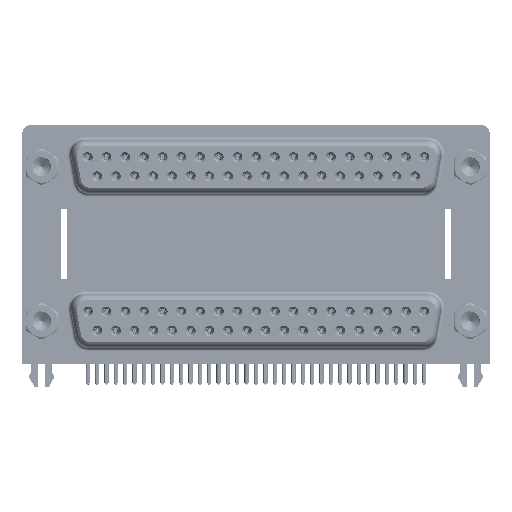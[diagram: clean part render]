
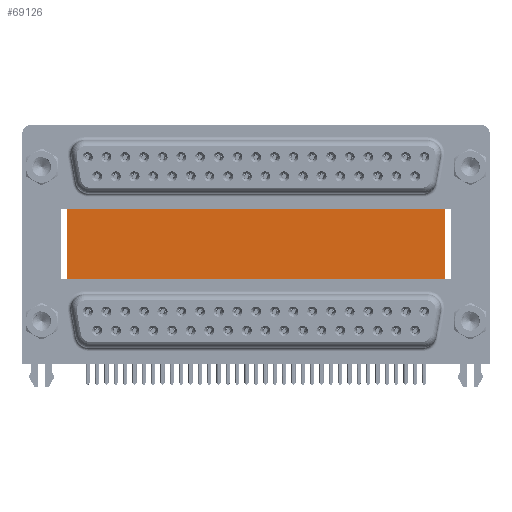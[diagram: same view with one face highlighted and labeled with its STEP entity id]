
A CAD part, top view. The second image highlights one B-rep face of the part: STEP entity #69126.
In plain terms, the highlighted planar face has unit normal (0, 0, 1).
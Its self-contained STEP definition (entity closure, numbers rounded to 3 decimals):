
#366 = DIRECTION ( 'NONE',  ( 0., -1., 0. ) ) ;
#6518 = CARTESIAN_POINT ( 'NONE',  ( 59.71, 16.585, -12. ) ) ;
#7106 = ORIENTED_EDGE ( 'NONE', *, *, #23951, .F. ) ;
#7606 = EDGE_LOOP ( 'NONE', ( #21859, #7106, #19605, #32581 ) ) ;
#11767 = VECTOR ( 'NONE', #366, 1000. ) ;
#13251 = PLANE ( 'NONE',  #39083 ) ;
#16708 = CARTESIAN_POINT ( 'NONE',  ( 3.79, -3.735, -12. ) ) ;
#19605 = ORIENTED_EDGE ( 'NONE', *, *, #31543, .F. ) ;
#21501 = VECTOR ( 'NONE', #66766, 1000. ) ;
#21859 = ORIENTED_EDGE ( 'NONE', *, *, #68582, .T. ) ;
#22018 = VECTOR ( 'NONE', #41749, 1000. ) ;
#22477 = LINE ( 'NONE', #47859, #21501 ) ;
#23951 = EDGE_CURVE ( 'NONE', #56352, #31039, #49632, .T. ) ;
#25793 = VERTEX_POINT ( 'NONE', #59018 ) ;
#27565 = VERTEX_POINT ( 'NONE', #55434 ) ;
#28282 = EDGE_CURVE ( 'NONE', #25793, #27565, #47451, .T. ) ;
#31039 = VERTEX_POINT ( 'NONE', #61102 ) ;
#31543 = EDGE_CURVE ( 'NONE', #25793, #56352, #22477, .T. ) ;
#32581 = ORIENTED_EDGE ( 'NONE', *, *, #28282, .T. ) ;
#33406 = CARTESIAN_POINT ( 'NONE',  ( 59.71, 16.585, -12. ) ) ;
#38309 = CARTESIAN_POINT ( 'NONE',  ( 3.79, 16.585, -12. ) ) ;
#39083 = AXIS2_PLACEMENT_3D ( 'NONE', #38309, #50982, #81004 ) ;
#41749 = DIRECTION ( 'NONE',  ( 1., 0., 0. ) ) ;
#47451 = LINE ( 'NONE', #73706, #64411 ) ;
#47859 = CARTESIAN_POINT ( 'NONE',  ( 3.79, 16.585, -12. ) ) ;
#49083 = LINE ( 'NONE', #16708, #22018 ) ;
#49632 = LINE ( 'NONE', #6518, #11767 ) ;
#50982 = DIRECTION ( 'NONE',  ( 0., 0., -1. ) ) ;
#55434 = CARTESIAN_POINT ( 'NONE',  ( 3.79, -3.735, -12. ) ) ;
#56352 = VERTEX_POINT ( 'NONE', #33406 ) ;
#59018 = CARTESIAN_POINT ( 'NONE',  ( 3.79, 16.585, -12. ) ) ;
#59777 = DIRECTION ( 'NONE',  ( 0., -1., 0. ) ) ;
#61102 = CARTESIAN_POINT ( 'NONE',  ( 59.71, -3.735, -12. ) ) ;
#62130 = FACE_OUTER_BOUND ( 'NONE', #7606, .T. ) ;
#64411 = VECTOR ( 'NONE', #59777, 1000. ) ;
#66766 = DIRECTION ( 'NONE',  ( 1., 0., 0. ) ) ;
#68582 = EDGE_CURVE ( 'NONE', #27565, #31039, #49083, .T. ) ;
#69126 = ADVANCED_FACE ( 'NONE', ( #62130 ), #13251, .F. ) ;
#73706 = CARTESIAN_POINT ( 'NONE',  ( 3.79, 16.585, -12. ) ) ;
#81004 = DIRECTION ( 'NONE',  ( -1., 0., 0. ) ) ;
